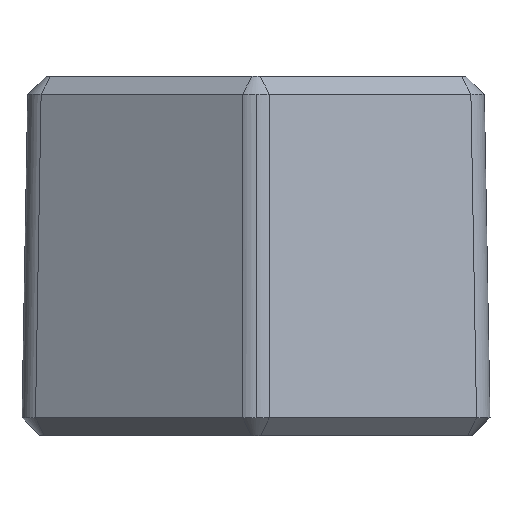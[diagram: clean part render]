
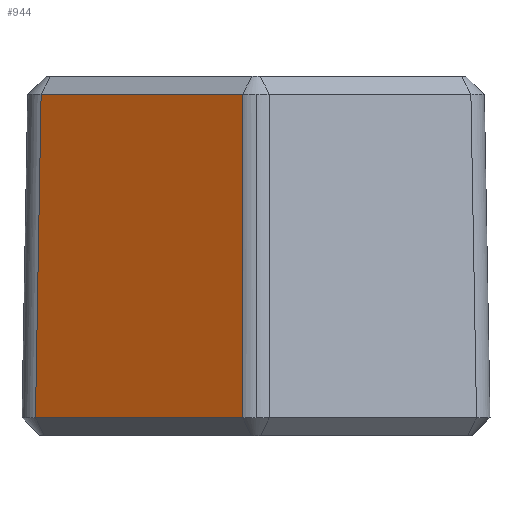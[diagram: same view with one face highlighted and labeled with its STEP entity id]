
A CAD part, left-side view. The second image highlights one B-rep face of the part: STEP entity #944.
In plain terms, the highlighted planar face has unit normal (-0.866, 0.5, 0.018).
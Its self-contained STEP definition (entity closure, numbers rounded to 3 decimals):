
#78 = AXIS2_PLACEMENT_3D ( 'NONE', #1412, #1030, #249 ) ;
#97 = DIRECTION ( 'NONE',  ( 0.02, 0., 1. ) ) ;
#207 = CARTESIAN_POINT ( 'NONE',  ( -3.89, 5.979, 9.5 ) ) ;
#238 = DIRECTION ( 'NONE',  ( -0.5, -0.866, 0. ) ) ;
#249 = DIRECTION ( 'NONE',  ( -0.5, -0.866, 0. ) ) ;
#414 = CARTESIAN_POINT ( 'NONE',  ( -3.81, 6.433, 0.491 ) ) ;
#452 = CARTESIAN_POINT ( 'NONE',  ( -3.883, 5.975, 9.996 ) ) ;
#489 = VECTOR ( 'NONE', #97, 1000. ) ;
#788 = DIRECTION ( 'NONE',  ( 0.5, 0.866, 0. ) ) ;
#795 = LINE ( 'NONE', #452, #2318 ) ;
#830 = VERTEX_POINT ( 'NONE', #1942 ) ;
#834 = VECTOR ( 'NONE', #788, 1000. ) ;
#896 = VERTEX_POINT ( 'NONE', #2191 ) ;
#944 = ADVANCED_FACE ( 'NONE', ( #1746 ), #1219, .T. ) ;
#1030 = DIRECTION ( 'NONE',  ( -0.866, 0.5, 0.017 ) ) ;
#1092 = EDGE_CURVE ( 'NONE', #1274, #830, #1872, .T. ) ;
#1200 = CARTESIAN_POINT ( 'NONE',  ( -3.888, 5.984, 9.5 ) ) ;
#1219 = PLANE ( 'NONE',  #78 ) ;
#1246 = CARTESIAN_POINT ( 'NONE',  ( -7.114, 0.375, 10.07 ) ) ;
#1274 = VERTEX_POINT ( 'NONE', #2310 ) ;
#1378 = LINE ( 'NONE', #207, #834 ) ;
#1412 = CARTESIAN_POINT ( 'NONE',  ( -3.666, 6.35, 10. ) ) ;
#1476 = EDGE_CURVE ( 'NONE', #2335, #896, #795, .T. ) ;
#1616 = DIRECTION ( 'NONE',  ( -0.01, 0.017, -1. ) ) ;
#1721 = LINE ( 'NONE', #414, #2326 ) ;
#1746 = FACE_OUTER_BOUND ( 'NONE', #2235, .T. ) ;
#1760 = ORIENTED_EDGE ( 'NONE', *, *, #1476, .T. ) ;
#1789 = ORIENTED_EDGE ( 'NONE', *, *, #1092, .T. ) ;
#1872 = LINE ( 'NONE', #1246, #489 ) ;
#1878 = ORIENTED_EDGE ( 'NONE', *, *, #2350, .T. ) ;
#1942 = CARTESIAN_POINT ( 'NONE',  ( -7.126, 0.375, 9.5 ) ) ;
#2191 = CARTESIAN_POINT ( 'NONE',  ( -3.978, 6.141, 0.491 ) ) ;
#2218 = ORIENTED_EDGE ( 'NONE', *, *, #2308, .T. ) ;
#2235 = EDGE_LOOP ( 'NONE', ( #1760, #2218, #1789, #1878 ) ) ;
#2308 = EDGE_CURVE ( 'NONE', #896, #1274, #1721, .T. ) ;
#2310 = CARTESIAN_POINT ( 'NONE',  ( -7.308, 0.375, 0.491 ) ) ;
#2318 = VECTOR ( 'NONE', #1616, 1000. ) ;
#2326 = VECTOR ( 'NONE', #238, 1000. ) ;
#2335 = VERTEX_POINT ( 'NONE', #1200 ) ;
#2350 = EDGE_CURVE ( 'NONE', #830, #2335, #1378, .T. ) ;
